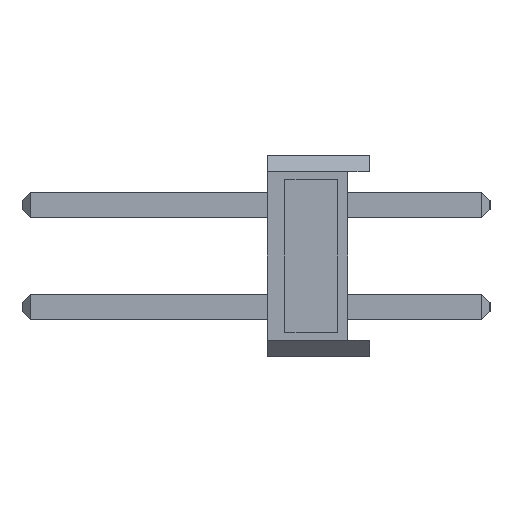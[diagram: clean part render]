
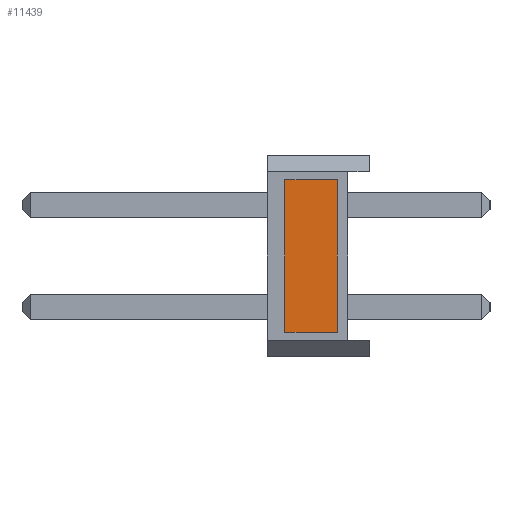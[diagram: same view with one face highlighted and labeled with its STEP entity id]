
A CAD part, left-side view. The second image highlights one B-rep face of the part: STEP entity #11439.
In plain terms, the highlighted planar face has unit normal (-1, 0, 0).
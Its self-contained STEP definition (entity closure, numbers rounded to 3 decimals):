
#66 = DIRECTION ( 'NONE',  ( 0., 0., 1. ) ) ;
#1468 = CARTESIAN_POINT ( 'NONE',  ( -1.27, 2.1, 1.9 ) ) ;
#3165 = CARTESIAN_POINT ( 'NONE',  ( -1.27, 2.1, -1.9 ) ) ;
#6024 = VECTOR ( 'NONE', #10130, 1000. ) ;
#8143 = CARTESIAN_POINT ( 'NONE',  ( -1.27, 0.8, 1.9 ) ) ;
#10004 = CARTESIAN_POINT ( 'NONE',  ( -1.27, 2.1, 0. ) ) ;
#10130 = DIRECTION ( 'NONE',  ( 0., -1., 0. ) ) ;
#10560 = LINE ( 'NONE', #44438, #26248 ) ;
#11173 = ORIENTED_EDGE ( 'NONE', *, *, #18785, .T. ) ;
#11439 = ADVANCED_FACE ( 'NONE', ( #38535 ), #24763, .F. ) ;
#11874 = VERTEX_POINT ( 'NONE', #38669 ) ;
#18785 = EDGE_CURVE ( 'NONE', #26313, #31411, #41950, .T. ) ;
#19815 = ORIENTED_EDGE ( 'NONE', *, *, #41077, .F. ) ;
#20545 = DIRECTION ( 'NONE',  ( 1., 0., 0. ) ) ;
#20712 = DIRECTION ( 'NONE',  ( 0., 0., -1. ) ) ;
#21886 = LINE ( 'NONE', #1468, #45047 ) ;
#22430 = EDGE_LOOP ( 'NONE', ( #37257, #19815, #42995, #11173 ) ) ;
#24763 = PLANE ( 'NONE',  #47270 ) ;
#26248 = VECTOR ( 'NONE', #66, 1000. ) ;
#26313 = VERTEX_POINT ( 'NONE', #45837 ) ;
#27574 = DIRECTION ( 'NONE',  ( 0., -1., 0. ) ) ;
#30784 = LINE ( 'NONE', #45891, #43452 ) ;
#31411 = VERTEX_POINT ( 'NONE', #45887 ) ;
#33248 = EDGE_CURVE ( 'NONE', #26313, #11874, #30784, .T. ) ;
#34912 = DIRECTION ( 'NONE',  ( 0., 0., 1. ) ) ;
#37257 = ORIENTED_EDGE ( 'NONE', *, *, #41919, .T. ) ;
#37781 = VERTEX_POINT ( 'NONE', #8143 ) ;
#38535 = FACE_OUTER_BOUND ( 'NONE', #22430, .T. ) ;
#38669 = CARTESIAN_POINT ( 'NONE',  ( -1.27, 2.1, 1.9 ) ) ;
#41077 = EDGE_CURVE ( 'NONE', #11874, #37781, #21886, .T. ) ;
#41919 = EDGE_CURVE ( 'NONE', #31411, #37781, #10560, .T. ) ;
#41950 = LINE ( 'NONE', #3165, #6024 ) ;
#42995 = ORIENTED_EDGE ( 'NONE', *, *, #33248, .F. ) ;
#43452 = VECTOR ( 'NONE', #34912, 1000. ) ;
#44438 = CARTESIAN_POINT ( 'NONE',  ( -1.27, 0.8, 0. ) ) ;
#45047 = VECTOR ( 'NONE', #27574, 1000. ) ;
#45837 = CARTESIAN_POINT ( 'NONE',  ( -1.27, 2.1, -1.9 ) ) ;
#45887 = CARTESIAN_POINT ( 'NONE',  ( -1.27, 0.8, -1.9 ) ) ;
#45891 = CARTESIAN_POINT ( 'NONE',  ( -1.27, 2.1, 0. ) ) ;
#47270 = AXIS2_PLACEMENT_3D ( 'NONE', #10004, #20545, #20712 ) ;
